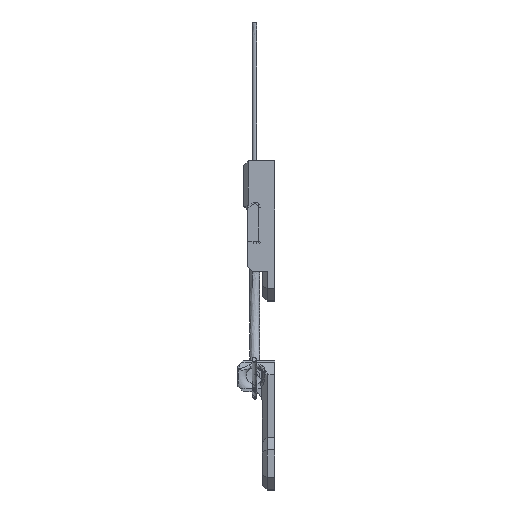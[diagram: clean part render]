
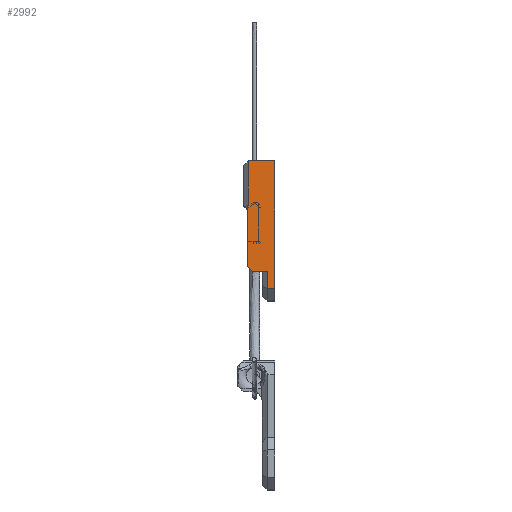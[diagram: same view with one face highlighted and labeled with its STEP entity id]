
A CAD part, top view. The second image highlights one B-rep face of the part: STEP entity #2992.
In plain terms, the highlighted planar face has unit normal (0, 0, 1).
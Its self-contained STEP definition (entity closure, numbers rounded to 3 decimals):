
#49=LINE('',#5234,#293);
#52=LINE('',#5240,#296);
#53=LINE('',#5242,#297);
#54=LINE('',#5244,#298);
#55=LINE('',#5246,#299);
#56=LINE('',#5248,#300);
#57=LINE('',#5250,#301);
#58=LINE('',#5252,#302);
#59=LINE('',#5253,#303);
#293=VECTOR('',#3500,10.);
#296=VECTOR('',#3505,10.);
#297=VECTOR('',#3506,10.);
#298=VECTOR('',#3507,10.);
#299=VECTOR('',#3508,10.);
#300=VECTOR('',#3509,10.);
#301=VECTOR('',#3510,10.);
#302=VECTOR('',#3511,10.);
#303=VECTOR('',#3512,10.);
#600=PLANE('',#3190);
#706=FACE_OUTER_BOUND('',#889,.T.);
#889=EDGE_LOOP('',(#2137,#2138,#2139,#2140,#2141,#2142,#2143,#2144,#2145));
#1332=VERTEX_POINT('',#5232);
#1333=VERTEX_POINT('',#5233);
#1335=VERTEX_POINT('',#5239);
#1336=VERTEX_POINT('',#5241);
#1337=VERTEX_POINT('',#5243);
#1338=VERTEX_POINT('',#5245);
#1339=VERTEX_POINT('',#5247);
#1340=VERTEX_POINT('',#5249);
#1341=VERTEX_POINT('',#5251);
#1644=EDGE_CURVE('',#1332,#1333,#49,.T.);
#1647=EDGE_CURVE('',#1335,#1332,#52,.T.);
#1648=EDGE_CURVE('',#1336,#1335,#53,.T.);
#1649=EDGE_CURVE('',#1336,#1337,#54,.T.);
#1650=EDGE_CURVE('',#1338,#1337,#55,.T.);
#1651=EDGE_CURVE('',#1339,#1338,#56,.T.);
#1652=EDGE_CURVE('',#1340,#1339,#57,.T.);
#1653=EDGE_CURVE('',#1341,#1340,#58,.T.);
#1654=EDGE_CURVE('',#1333,#1341,#59,.T.);
#2137=ORIENTED_EDGE('',*,*,#1644,.F.);
#2138=ORIENTED_EDGE('',*,*,#1647,.F.);
#2139=ORIENTED_EDGE('',*,*,#1648,.F.);
#2140=ORIENTED_EDGE('',*,*,#1649,.T.);
#2141=ORIENTED_EDGE('',*,*,#1650,.F.);
#2142=ORIENTED_EDGE('',*,*,#1651,.F.);
#2143=ORIENTED_EDGE('',*,*,#1652,.F.);
#2144=ORIENTED_EDGE('',*,*,#1653,.F.);
#2145=ORIENTED_EDGE('',*,*,#1654,.F.);
#2992=ADVANCED_FACE('',(#706),#600,.F.);
#3190=AXIS2_PLACEMENT_3D('',#5238,#3503,#3504);
#3500=DIRECTION('',(1.,0.,0.));
#3503=DIRECTION('center_axis',(0.,0.,
-1.));
#3504=DIRECTION('ref_axis',(0.,-1.,0.));
#3505=DIRECTION('',(0.,1.,0.));
#3506=DIRECTION('',(-0.707,0.707,0.));
#3507=DIRECTION('',(1.,0.,0.));
#3508=DIRECTION('',(0.,1.,0.));
#3509=DIRECTION('',(-1.,0.,0.));
#3510=DIRECTION('',(0.,-1.,0.));
#3511=DIRECTION('',(1.,0.,0.));
#3512=DIRECTION('',(0.,1.,0.));
#5232=CARTESIAN_POINT('',(209.,98.898,-443.19));
#5233=CARTESIAN_POINT('',(209.5,98.898,-443.19));
#5234=CARTESIAN_POINT('',(209.5,98.898,-443.19));
#5238=CARTESIAN_POINT('Origin',(193.,102.,-443.19));
#5239=CARTESIAN_POINT('',(209.,74.482,-443.19));
#5240=CARTESIAN_POINT('',(209.,87.736,-443.19));
#5241=CARTESIAN_POINT('',(211.,72.482,-443.19));
#5242=CARTESIAN_POINT('',(198.621,84.862,-443.19));
#5243=CARTESIAN_POINT('',(217.,72.482,-443.19));
#5244=CARTESIAN_POINT('',(198.75,72.482,-443.19));
#5245=CARTESIAN_POINT('',(217.,65.482,-443.19));
#5246=CARTESIAN_POINT('',(217.,84.594,-443.19));
#5247=CARTESIAN_POINT('',(220.045,65.482,-443.19));
#5248=CARTESIAN_POINT('',(204.,65.482,-443.19));
#5249=CARTESIAN_POINT('',(220.045,116.75,-443.19));
#5250=CARTESIAN_POINT('',(220.045,109.736,-443.19));
#5251=CARTESIAN_POINT('',(209.5,116.75,-443.19));
#5252=CARTESIAN_POINT('',(204.,116.75,-443.19));
#5253=CARTESIAN_POINT('',(209.5,106.25,-443.19));
